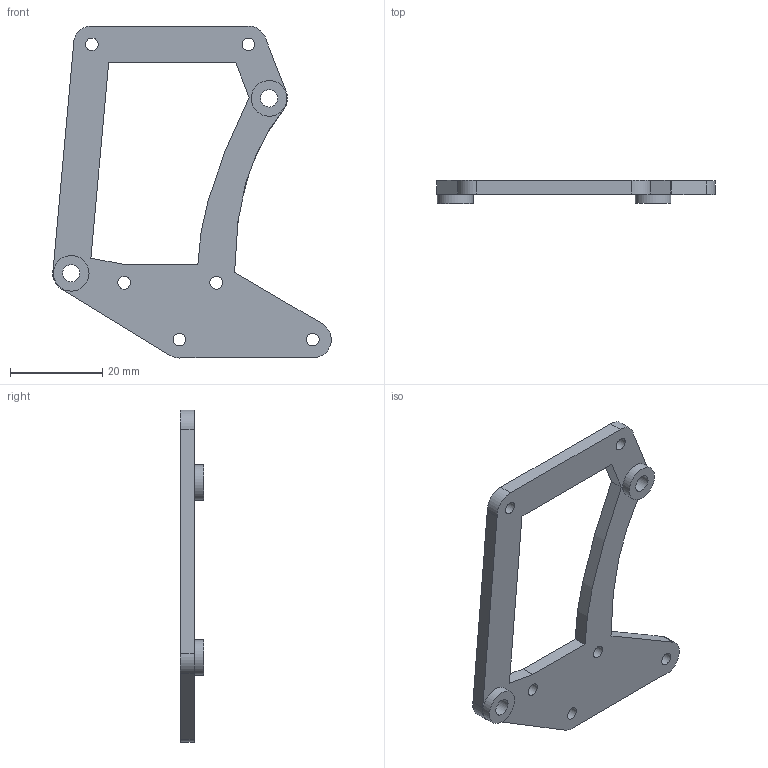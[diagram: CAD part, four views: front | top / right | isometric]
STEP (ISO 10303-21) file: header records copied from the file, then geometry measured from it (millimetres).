
FILE_DESCRIPTION(/* description */ (''),/* implementation_level */ '2;1');
FILE_NAME(/* name */ 'c64bf285-b9a8-434a-8b80-5a7f3d73b7d6.stp',/* time_stamp */ '2020-06-07T17:44:42+00:00',/* author */ (''),/* organization */ (''),/* preprocessor_version */ 'ST-DEVELOPER v18.1',/* originating_system */ 'Autodesk Translation Framework v9.3.0.1241',/* authorisation */ '');
FILE_SCHEMA (('AUTOMOTIVE_DESIGN { 1 0 10303 214 3 1 1 }'));
Length unit declared in the file: millimetre
Products named in the file (1): Cooling Fan Mount Plate
Bounding box: 60.5 x 5 x 72.13 mm (x, y, z)
Volume: 5581.8 mm3; surface area: 5149.7 mm2
Topology: 1 solids, 1 shells, 33 faces, 87 edges, 58 vertices
Faces by surface type: cylinder 16, plane 15, bspline 2
Full cylindrical faces by diameter (mm): 2.75 x6, 3.75 x2, 7.75 x2
Entity records: 1215 total; most frequent: CARTESIAN_POINT 359, ORIENTED_EDGE 174, DIRECTION 167, EDGE_CURVE 87, AXIS2_PLACEMENT_3D 64, VERTEX_POINT 58, EDGE_LOOP 53, LINE 39
